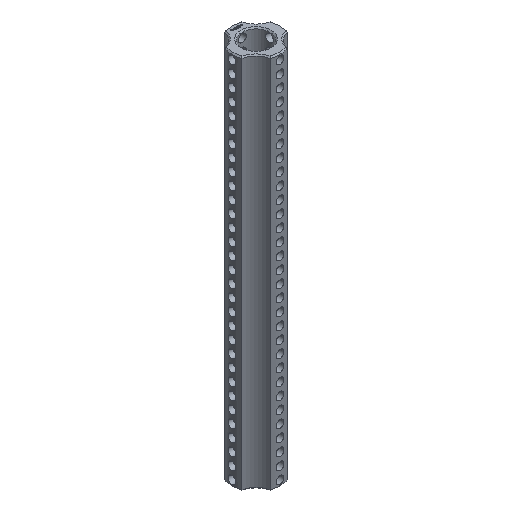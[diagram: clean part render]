
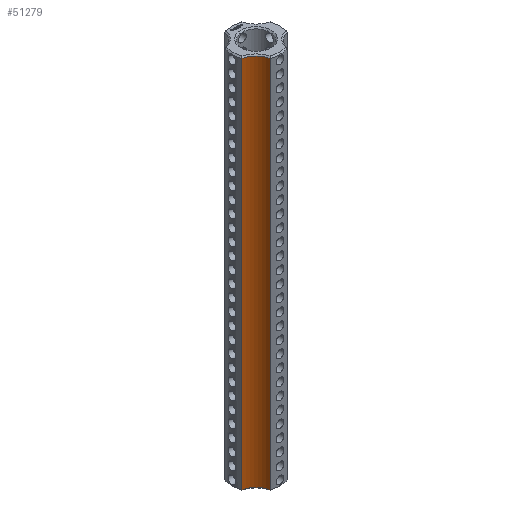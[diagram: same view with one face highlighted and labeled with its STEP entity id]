
A CAD part, isometric view. The second image highlights one B-rep face of the part: STEP entity #51279.
In plain terms, the highlighted cylindrical face has radius 5 mm (diameter 10 mm), a partial arc.
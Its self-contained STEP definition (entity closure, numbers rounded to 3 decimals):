
#6730 = CYLINDRICAL_SURFACE('',#6731,6.25);
#6731 = AXIS2_PLACEMENT_3D('',#6732,#6733,#6734);
#6732 = CARTESIAN_POINT('',(0.,0.,0.));
#6733 = DIRECTION('',(-0.,-0.,-1.));
#6734 = DIRECTION('',(1.,0.,0.));
#14363 = EDGE_CURVE('',#14364,#14366,#14368,.T.);
#14364 = VERTEX_POINT('',#14365);
#14365 = CARTESIAN_POINT('',(-2.225,-5.841,0.3));
#14366 = VERTEX_POINT('',#14367);
#14367 = CARTESIAN_POINT('',(-2.225,-5.841,96.575));
#14368 = SURFACE_CURVE('',#14369,(#14373,#14380),.PCURVE_S1.);
#14369 = LINE('',#14370,#14371);
#14370 = CARTESIAN_POINT('',(-2.225,-5.841,0.));
#14371 = VECTOR('',#14372,1.);
#14372 = DIRECTION('',(0.,0.,1.));
#14373 = PCURVE('',#6730,#14374);
#14374 = DEFINITIONAL_REPRESENTATION('',(#14375),#14379);
#14375 = LINE('',#14376,#14377);
#14376 = CARTESIAN_POINT('',(-4.348,0.));
#14377 = VECTOR('',#14378,1.);
#14378 = DIRECTION('',(-0.,-1.));
#14379 = ( GEOMETRIC_REPRESENTATION_CONTEXT(2) 
PARAMETRIC_REPRESENTATION_CONTEXT() REPRESENTATION_CONTEXT('2D SPACE',''
  ) );
#14380 = PCURVE('',#14381,#14386);
#14381 = CYLINDRICAL_SURFACE('',#14382,5.);
#14382 = AXIS2_PLACEMENT_3D('',#14383,#14384,#14385);
#14383 = CARTESIAN_POINT('',(-7.071,-7.071,0.));
#14384 = DIRECTION('',(-0.,-0.,-1.));
#14385 = DIRECTION('',(1.,0.,0.));
#14386 = DEFINITIONAL_REPRESENTATION('',(#14387),#14391);
#14387 = LINE('',#14388,#14389);
#14388 = CARTESIAN_POINT('',(-0.249,0.));
#14389 = VECTOR('',#14390,1.);
#14390 = DIRECTION('',(-0.,-1.));
#14391 = ( GEOMETRIC_REPRESENTATION_CONTEXT(2) 
PARAMETRIC_REPRESENTATION_CONTEXT() REPRESENTATION_CONTEXT('2D SPACE',''
  ) );
#19529 = CONICAL_SURFACE('',#19530,5.,0.785);
#19530 = AXIS2_PLACEMENT_3D('',#19531,#19532,#19533);
#19531 = CARTESIAN_POINT('',(-7.071,-7.071,0.3));
#19532 = DIRECTION('',(-0.,-0.,-1.));
#19533 = DIRECTION('',(0.969,0.246,0.));
#19761 = CONICAL_SURFACE('',#19762,5.,0.785);
#19762 = AXIS2_PLACEMENT_3D('',#19763,#19764,#19765);
#19763 = CARTESIAN_POINT('',(-7.071,-7.071,96.575));
#19764 = DIRECTION('',(0.,0.,1.));
#19765 = DIRECTION('',(0.969,0.246,0.));
#51279 = ADVANCED_FACE('',(#51280),#14381,.F.);
#51280 = FACE_BOUND('',#51281,.T.);
#51281 = EDGE_LOOP('',(#51282,#51283,#51307,#51335));
#51282 = ORIENTED_EDGE('',*,*,#14363,.T.);
#51283 = ORIENTED_EDGE('',*,*,#51284,.T.);
#51284 = EDGE_CURVE('',#14366,#51285,#51287,.T.);
#51285 = VERTEX_POINT('',#51286);
#51286 = CARTESIAN_POINT('',(-5.841,-2.225,96.575));
#51287 = SURFACE_CURVE('',#51288,(#51293,#51300),.PCURVE_S1.);
#51288 = CIRCLE('',#51289,5.);
#51289 = AXIS2_PLACEMENT_3D('',#51290,#51291,#51292);
#51290 = CARTESIAN_POINT('',(-7.071,-7.071,96.575));
#51291 = DIRECTION('',(0.,-0.,1.));
#51292 = DIRECTION('',(0.969,0.246,0.));
#51293 = PCURVE('',#14381,#51294);
#51294 = DEFINITIONAL_REPRESENTATION('',(#51295),#51299);
#51295 = LINE('',#51296,#51297);
#51296 = CARTESIAN_POINT('',(-0.249,-96.575));
#51297 = VECTOR('',#51298,1.);
#51298 = DIRECTION('',(-1.,0.));
#51299 = ( GEOMETRIC_REPRESENTATION_CONTEXT(2) 
PARAMETRIC_REPRESENTATION_CONTEXT() REPRESENTATION_CONTEXT('2D SPACE',''
  ) );
#51300 = PCURVE('',#19761,#51301);
#51301 = DEFINITIONAL_REPRESENTATION('',(#51302),#51306);
#51302 = LINE('',#51303,#51304);
#51303 = CARTESIAN_POINT('',(0.,0.));
#51304 = VECTOR('',#51305,1.);
#51305 = DIRECTION('',(1.,0.));
#51306 = ( GEOMETRIC_REPRESENTATION_CONTEXT(2) 
PARAMETRIC_REPRESENTATION_CONTEXT() REPRESENTATION_CONTEXT('2D SPACE',''
  ) );
#51307 = ORIENTED_EDGE('',*,*,#51308,.F.);
#51308 = EDGE_CURVE('',#51309,#51285,#51311,.T.);
#51309 = VERTEX_POINT('',#51310);
#51310 = CARTESIAN_POINT('',(-5.841,-2.225,0.3));
#51311 = SURFACE_CURVE('',#51312,(#51316,#51323),.PCURVE_S1.);
#51312 = LINE('',#51313,#51314);
#51313 = CARTESIAN_POINT('',(-5.841,-2.225,0.));
#51314 = VECTOR('',#51315,1.);
#51315 = DIRECTION('',(0.,0.,1.));
#51316 = PCURVE('',#14381,#51317);
#51317 = DEFINITIONAL_REPRESENTATION('',(#51318),#51322);
#51318 = LINE('',#51319,#51320);
#51319 = CARTESIAN_POINT('',(-1.322,0.));
#51320 = VECTOR('',#51321,1.);
#51321 = DIRECTION('',(-0.,-1.));
#51322 = ( GEOMETRIC_REPRESENTATION_CONTEXT(2) 
PARAMETRIC_REPRESENTATION_CONTEXT() REPRESENTATION_CONTEXT('2D SPACE',''
  ) );
#51323 = PCURVE('',#51324,#51329);
#51324 = CYLINDRICAL_SURFACE('',#51325,6.25);
#51325 = AXIS2_PLACEMENT_3D('',#51326,#51327,#51328);
#51326 = CARTESIAN_POINT('',(0.,0.,0.));
#51327 = DIRECTION('',(-0.,-0.,-1.));
#51328 = DIRECTION('',(1.,0.,0.));
#51329 = DEFINITIONAL_REPRESENTATION('',(#51330),#51334);
#51330 = LINE('',#51331,#51332);
#51331 = CARTESIAN_POINT('',(-3.506,0.));
#51332 = VECTOR('',#51333,1.);
#51333 = DIRECTION('',(-0.,-1.));
#51334 = ( GEOMETRIC_REPRESENTATION_CONTEXT(2) 
PARAMETRIC_REPRESENTATION_CONTEXT() REPRESENTATION_CONTEXT('2D SPACE',''
  ) );
#51335 = ORIENTED_EDGE('',*,*,#51336,.F.);
#51336 = EDGE_CURVE('',#14364,#51309,#51337,.T.);
#51337 = SURFACE_CURVE('',#51338,(#51343,#51350),.PCURVE_S1.);
#51338 = CIRCLE('',#51339,5.);
#51339 = AXIS2_PLACEMENT_3D('',#51340,#51341,#51342);
#51340 = CARTESIAN_POINT('',(-7.071,-7.071,0.3));
#51341 = DIRECTION('',(0.,-0.,1.));
#51342 = DIRECTION('',(0.969,0.246,0.));
#51343 = PCURVE('',#14381,#51344);
#51344 = DEFINITIONAL_REPRESENTATION('',(#51345),#51349);
#51345 = LINE('',#51346,#51347);
#51346 = CARTESIAN_POINT('',(-0.249,-0.3));
#51347 = VECTOR('',#51348,1.);
#51348 = DIRECTION('',(-1.,0.));
#51349 = ( GEOMETRIC_REPRESENTATION_CONTEXT(2) 
PARAMETRIC_REPRESENTATION_CONTEXT() REPRESENTATION_CONTEXT('2D SPACE',''
  ) );
#51350 = PCURVE('',#19529,#51351);
#51351 = DEFINITIONAL_REPRESENTATION('',(#51352),#51356);
#51352 = LINE('',#51353,#51354);
#51353 = CARTESIAN_POINT('',(-0.,0.));
#51354 = VECTOR('',#51355,1.);
#51355 = DIRECTION('',(-1.,0.));
#51356 = ( GEOMETRIC_REPRESENTATION_CONTEXT(2) 
PARAMETRIC_REPRESENTATION_CONTEXT() REPRESENTATION_CONTEXT('2D SPACE',''
  ) );
